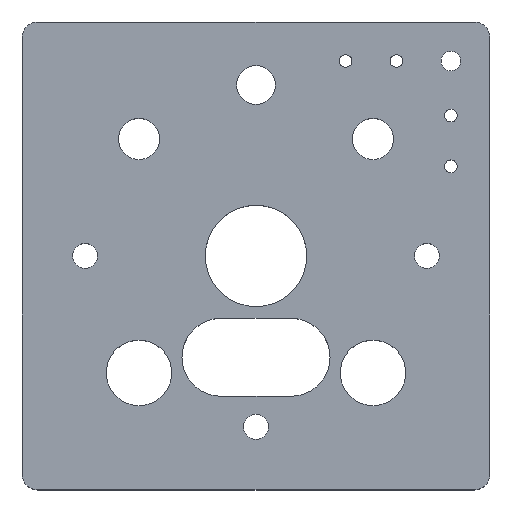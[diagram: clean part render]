
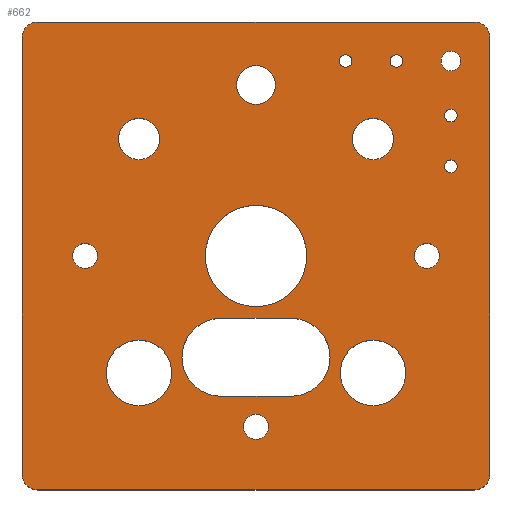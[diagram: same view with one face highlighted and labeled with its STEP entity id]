
A CAD part, top view. The second image highlights one B-rep face of the part: STEP entity #662.
In plain terms, the highlighted planar face has unit normal (0, 0, 1).
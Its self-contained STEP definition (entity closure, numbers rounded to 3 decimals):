
#16=FACE_BOUND('',#108,.T.);
#17=FACE_BOUND('',#109,.T.);
#18=FACE_BOUND('',#110,.T.);
#19=FACE_BOUND('',#111,.T.);
#20=FACE_BOUND('',#112,.T.);
#21=FACE_BOUND('',#113,.T.);
#22=FACE_BOUND('',#114,.T.);
#23=FACE_BOUND('',#115,.T.);
#24=FACE_BOUND('',#116,.T.);
#25=FACE_BOUND('',#117,.T.);
#26=FACE_BOUND('',#118,.T.);
#27=FACE_BOUND('',#119,.T.);
#28=FACE_BOUND('',#120,.T.);
#29=FACE_BOUND('',#121,.T.);
#30=FACE_BOUND('',#122,.T.);
#50=PLANE('',#728);
#70=FACE_OUTER_BOUND('',#107,.T.);
#107=EDGE_LOOP('',(#483,#484,#485,#486,#487,#488,#489,#490));
#108=EDGE_LOOP('',(#491));
#109=EDGE_LOOP('',(#492));
#110=EDGE_LOOP('',(#493));
#111=EDGE_LOOP('',(#494));
#112=EDGE_LOOP('',(#495));
#113=EDGE_LOOP('',(#496));
#114=EDGE_LOOP('',(#497));
#115=EDGE_LOOP('',(#498));
#116=EDGE_LOOP('',(#499));
#117=EDGE_LOOP('',(#500));
#118=EDGE_LOOP('',(#501));
#119=EDGE_LOOP('',(#502));
#120=EDGE_LOOP('',(#503));
#121=EDGE_LOOP('',(#504,#505,#506,#507));
#122=EDGE_LOOP('',(#508));
#176=LINE('',#1054,#218);
#177=LINE('',#1058,#219);
#178=LINE('',#1062,#220);
#179=LINE('',#1065,#221);
#180=LINE('',#1082,#222);
#181=LINE('',#1086,#223);
#218=VECTOR('',#850,10.);
#219=VECTOR('',#853,10.);
#220=VECTOR('',#856,10.);
#221=VECTOR('',#859,10.);
#222=VECTOR('',#874,10.);
#223=VECTOR('',#877,10.);
#251=CIRCLE('',#704,0.812);
#253=CIRCLE('',#707,0.812);
#255=CIRCLE('',#710,0.812);
#257=CIRCLE('',#713,0.812);
#259=CIRCLE('',#716,1.265);
#264=CIRCLE('',#724,2.5);
#266=CIRCLE('',#727,2.);
#267=CIRCLE('',#729,2.);
#268=CIRCLE('',#730,2.);
#269=CIRCLE('',#731,2.);
#270=CIRCLE('',#732,1.6);
#271=CIRCLE('',#733,1.6);
#272=CIRCLE('',#734,1.6);
#273=CIRCLE('',#735,4.2);
#274=CIRCLE('',#736,4.2);
#275=CIRCLE('',#737,2.65);
#276=CIRCLE('',#738,2.65);
#277=CIRCLE('',#739,5.);
#278=CIRCLE('',#740,5.);
#279=CIRCLE('',#741,6.5);
#299=VERTEX_POINT('',#1001);
#301=VERTEX_POINT('',#1007);
#303=VERTEX_POINT('',#1013);
#305=VERTEX_POINT('',#1019);
#307=VERTEX_POINT('',#1025);
#312=VERTEX_POINT('',#1040);
#315=VERTEX_POINT('',#1047);
#316=VERTEX_POINT('',#1049);
#317=VERTEX_POINT('',#1053);
#318=VERTEX_POINT('',#1055);
#319=VERTEX_POINT('',#1057);
#320=VERTEX_POINT('',#1059);
#321=VERTEX_POINT('',#1061);
#322=VERTEX_POINT('',#1063);
#323=VERTEX_POINT('',#1066);
#324=VERTEX_POINT('',#1068);
#325=VERTEX_POINT('',#1070);
#326=VERTEX_POINT('',#1072);
#327=VERTEX_POINT('',#1074);
#328=VERTEX_POINT('',#1076);
#329=VERTEX_POINT('',#1078);
#330=VERTEX_POINT('',#1080);
#331=VERTEX_POINT('',#1081);
#332=VERTEX_POINT('',#1083);
#333=VERTEX_POINT('',#1085);
#334=VERTEX_POINT('',#1088);
#359=EDGE_CURVE('',#299,#299,#251,.T.);
#362=EDGE_CURVE('',#301,#301,#253,.T.);
#365=EDGE_CURVE('',#303,#303,#255,.T.);
#368=EDGE_CURVE('',#305,#305,#257,.T.);
#371=EDGE_CURVE('',#307,#307,#259,.T.);
#379=EDGE_CURVE('',#312,#312,#264,.T.);
#382=EDGE_CURVE('',#315,#316,#266,.T.);
#384=EDGE_CURVE('',#317,#315,#176,.T.);
#385=EDGE_CURVE('',#318,#317,#267,.T.);
#386=EDGE_CURVE('',#319,#318,#177,.T.);
#387=EDGE_CURVE('',#320,#319,#268,.T.);
#388=EDGE_CURVE('',#321,#320,#178,.T.);
#389=EDGE_CURVE('',#322,#321,#269,.T.);
#390=EDGE_CURVE('',#316,#322,#179,.T.);
#391=EDGE_CURVE('',#323,#323,#270,.T.);
#392=EDGE_CURVE('',#324,#324,#271,.T.);
#393=EDGE_CURVE('',#325,#325,#272,.T.);
#394=EDGE_CURVE('',#326,#326,#273,.T.);
#395=EDGE_CURVE('',#327,#327,#274,.T.);
#396=EDGE_CURVE('',#328,#328,#275,.T.);
#397=EDGE_CURVE('',#329,#329,#276,.T.);
#398=EDGE_CURVE('',#330,#331,#180,.T.);
#399=EDGE_CURVE('',#331,#332,#277,.T.);
#400=EDGE_CURVE('',#332,#333,#181,.T.);
#401=EDGE_CURVE('',#333,#330,#278,.T.);
#402=EDGE_CURVE('',#334,#334,#279,.T.);
#483=ORIENTED_EDGE('',*,*,#382,.F.);
#484=ORIENTED_EDGE('',*,*,#384,.F.);
#485=ORIENTED_EDGE('',*,*,#385,.F.);
#486=ORIENTED_EDGE('',*,*,#386,.F.);
#487=ORIENTED_EDGE('',*,*,#387,.F.);
#488=ORIENTED_EDGE('',*,*,#388,.F.);
#489=ORIENTED_EDGE('',*,*,#389,.F.);
#490=ORIENTED_EDGE('',*,*,#390,.F.);
#491=ORIENTED_EDGE('',*,*,#359,.T.);
#492=ORIENTED_EDGE('',*,*,#362,.T.);
#493=ORIENTED_EDGE('',*,*,#365,.T.);
#494=ORIENTED_EDGE('',*,*,#368,.T.);
#495=ORIENTED_EDGE('',*,*,#371,.T.);
#496=ORIENTED_EDGE('',*,*,#379,.T.);
#497=ORIENTED_EDGE('',*,*,#391,.T.);
#498=ORIENTED_EDGE('',*,*,#392,.T.);
#499=ORIENTED_EDGE('',*,*,#393,.T.);
#500=ORIENTED_EDGE('',*,*,#394,.T.);
#501=ORIENTED_EDGE('',*,*,#395,.T.);
#502=ORIENTED_EDGE('',*,*,#396,.T.);
#503=ORIENTED_EDGE('',*,*,#397,.T.);
#504=ORIENTED_EDGE('',*,*,#398,.T.);
#505=ORIENTED_EDGE('',*,*,#399,.T.);
#506=ORIENTED_EDGE('',*,*,#400,.T.);
#507=ORIENTED_EDGE('',*,*,#401,.T.);
#508=ORIENTED_EDGE('',*,*,#402,.T.);
#662=ADVANCED_FACE('',(#70,#16,#17,#18,#19,#20,#21,#22,#23,#24,#25,#26,
#27,#28,#29,#30),#50,.T.);
#704=AXIS2_PLACEMENT_3D('',#1002,#791,#792);
#707=AXIS2_PLACEMENT_3D('',#1008,#798,#799);
#710=AXIS2_PLACEMENT_3D('',#1014,#805,#806);
#713=AXIS2_PLACEMENT_3D('',#1020,#812,#813);
#716=AXIS2_PLACEMENT_3D('',#1026,#819,#820);
#724=AXIS2_PLACEMENT_3D('',#1042,#838,#839);
#727=AXIS2_PLACEMENT_3D('',#1050,#845,#846);
#728=AXIS2_PLACEMENT_3D('',#1052,#848,#849);
#729=AXIS2_PLACEMENT_3D('',#1056,#851,#852);
#730=AXIS2_PLACEMENT_3D('',#1060,#854,#855);
#731=AXIS2_PLACEMENT_3D('',#1064,#857,#858);
#732=AXIS2_PLACEMENT_3D('',#1067,#860,#861);
#733=AXIS2_PLACEMENT_3D('',#1069,#862,#863);
#734=AXIS2_PLACEMENT_3D('',#1071,#864,#865);
#735=AXIS2_PLACEMENT_3D('',#1073,#866,#867);
#736=AXIS2_PLACEMENT_3D('',#1075,#868,#869);
#737=AXIS2_PLACEMENT_3D('',#1077,#870,#871);
#738=AXIS2_PLACEMENT_3D('',#1079,#872,#873);
#739=AXIS2_PLACEMENT_3D('',#1084,#875,#876);
#740=AXIS2_PLACEMENT_3D('',#1087,#878,#879);
#741=AXIS2_PLACEMENT_3D('',#1089,#880,#881);
#791=DIRECTION('center_axis',(0.,0.,-1.));
#792=DIRECTION('ref_axis',(1.,0.,0.));
#798=DIRECTION('center_axis',(0.,0.,-1.));
#799=DIRECTION('ref_axis',(1.,0.,0.));
#805=DIRECTION('center_axis',(0.,0.,-1.));
#806=DIRECTION('ref_axis',(1.,0.,0.));
#812=DIRECTION('center_axis',(0.,0.,-1.));
#813=DIRECTION('ref_axis',(1.,0.,0.));
#819=DIRECTION('center_axis',(0.,0.,-1.));
#820=DIRECTION('ref_axis',(1.,0.,0.));
#838=DIRECTION('center_axis',(0.,0.,-1.));
#839=DIRECTION('ref_axis',(-1.,0.,0.));
#845=DIRECTION('center_axis',(0.,0.,-1.));
#846=DIRECTION('ref_axis',(0.707,0.707,0.));
#848=DIRECTION('center_axis',(0.,0.,1.));
#849=DIRECTION('ref_axis',(1.,0.,0.));
#850=DIRECTION('',(1.,0.,0.));
#851=DIRECTION('center_axis',(0.,0.,-1.));
#852=DIRECTION('ref_axis',(-0.707,0.707,0.));
#853=DIRECTION('',(0.,1.,0.));
#854=DIRECTION('center_axis',(0.,0.,-1.));
#855=DIRECTION('ref_axis',(-0.707,-0.707,0.));
#856=DIRECTION('',(-1.,0.,0.));
#857=DIRECTION('center_axis',(0.,0.,-1.));
#858=DIRECTION('ref_axis',(0.707,-0.707,0.));
#859=DIRECTION('',(0.,-1.,0.));
#860=DIRECTION('center_axis',(0.,0.,-1.));
#861=DIRECTION('ref_axis',(-1.,0.,0.));
#862=DIRECTION('center_axis',(0.,0.,-1.));
#863=DIRECTION('ref_axis',(-1.,0.,0.));
#864=DIRECTION('center_axis',(0.,0.,-1.));
#865=DIRECTION('ref_axis',(-1.,0.,0.));
#866=DIRECTION('center_axis',(0.,0.,-1.));
#867=DIRECTION('ref_axis',(1.,0.,0.));
#868=DIRECTION('center_axis',(0.,0.,-1.));
#869=DIRECTION('ref_axis',(1.,0.,0.));
#870=DIRECTION('center_axis',(0.,0.,-1.));
#871=DIRECTION('ref_axis',(1.,0.,0.));
#872=DIRECTION('center_axis',(0.,0.,-1.));
#873=DIRECTION('ref_axis',(1.,0.,0.));
#874=DIRECTION('',(-1.,0.,0.));
#875=DIRECTION('center_axis',(0.,0.,-1.));
#876=DIRECTION('ref_axis',(0.,1.,0.));
#877=DIRECTION('',(1.,0.,0.));
#878=DIRECTION('center_axis',(0.,0.,-1.));
#879=DIRECTION('ref_axis',(0.,-1.,0.));
#880=DIRECTION('center_axis',(0.,0.,-1.));
#881=DIRECTION('ref_axis',(1.,0.,0.));
#1001=CARTESIAN_POINT('',(24.189,18.,0.));
#1002=CARTESIAN_POINT('Origin',(25.,18.,0.));
#1007=CARTESIAN_POINT('',(10.689,25.,0.));
#1008=CARTESIAN_POINT('Origin',(11.5,25.,0.));
#1013=CARTESIAN_POINT('',(17.189,25.,0.));
#1014=CARTESIAN_POINT('Origin',(18.,25.,0.));
#1019=CARTESIAN_POINT('',(24.189,11.5,0.));
#1020=CARTESIAN_POINT('Origin',(25.,11.5,0.));
#1025=CARTESIAN_POINT('',(23.736,25.,0.));
#1026=CARTESIAN_POINT('Origin',(25.,25.,0.));
#1040=CARTESIAN_POINT('',(2.5,21.92,0.));
#1042=CARTESIAN_POINT('Origin',(0.,21.92,0.));
#1047=CARTESIAN_POINT('',(28.,30.,0.));
#1049=CARTESIAN_POINT('',(30.,28.,0.));
#1050=CARTESIAN_POINT('Origin',(28.,28.,0.));
#1052=CARTESIAN_POINT('Origin',(0.,0.,0.));
#1053=CARTESIAN_POINT('',(-28.,30.,0.));
#1054=CARTESIAN_POINT('',(-30.,30.,0.));
#1055=CARTESIAN_POINT('',(-30.,28.,0.));
#1056=CARTESIAN_POINT('Origin',(-28.,28.,0.));
#1057=CARTESIAN_POINT('',(-30.,-28.,0.));
#1058=CARTESIAN_POINT('',(-30.,-30.,0.));
#1059=CARTESIAN_POINT('',(-28.,-30.,0.));
#1060=CARTESIAN_POINT('Origin',(-28.,-28.,0.));
#1061=CARTESIAN_POINT('',(28.,-30.,0.));
#1062=CARTESIAN_POINT('',(30.,-30.,0.));
#1063=CARTESIAN_POINT('',(30.,-28.,0.));
#1064=CARTESIAN_POINT('Origin',(28.,-28.,0.));
#1065=CARTESIAN_POINT('',(30.,30.,0.));
#1066=CARTESIAN_POINT('',(1.6,-21.92,0.));
#1067=CARTESIAN_POINT('Origin',(0.,-21.92,
0.));
#1068=CARTESIAN_POINT('',(-20.32,0.,0.));
#1069=CARTESIAN_POINT('Origin',(-21.92,0.,
0.));
#1070=CARTESIAN_POINT('',(23.52,0.,0.));
#1071=CARTESIAN_POINT('Origin',(21.92,0.,0.));
#1072=CARTESIAN_POINT('',(-19.2,-15.,0.));
#1073=CARTESIAN_POINT('Origin',(-15.,-15.,0.));
#1074=CARTESIAN_POINT('',(10.8,-15.,0.));
#1075=CARTESIAN_POINT('Origin',(15.,-15.,0.));
#1076=CARTESIAN_POINT('',(-17.65,15.,0.));
#1077=CARTESIAN_POINT('Origin',(-15.,15.,0.));
#1078=CARTESIAN_POINT('',(12.35,15.,0.));
#1079=CARTESIAN_POINT('Origin',(15.,15.,0.));
#1080=CARTESIAN_POINT('',(4.5,-18.,0.));
#1081=CARTESIAN_POINT('',(-4.5,-18.,0.));
#1082=CARTESIAN_POINT('',(2.25,-18.,0.));
#1083=CARTESIAN_POINT('',(-4.5,-8.,0.));
#1084=CARTESIAN_POINT('Origin',(-4.5,-13.,0.));
#1085=CARTESIAN_POINT('',(4.5,-8.,0.));
#1086=CARTESIAN_POINT('',(-2.25,-8.,0.));
#1087=CARTESIAN_POINT('Origin',(4.5,-13.,0.));
#1088=CARTESIAN_POINT('',(-6.5,0.,0.));
#1089=CARTESIAN_POINT('Origin',(0.,0.,0.));
